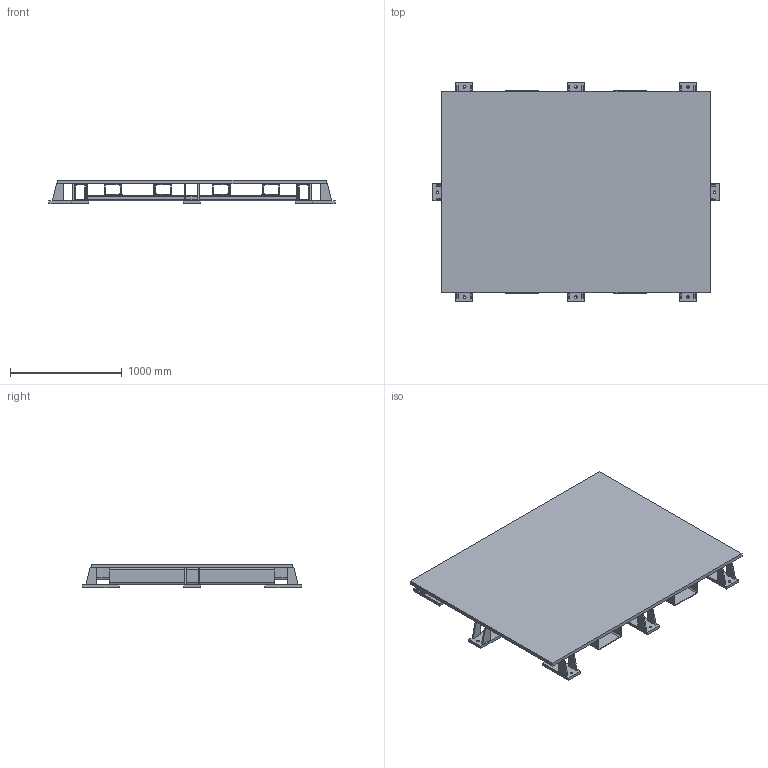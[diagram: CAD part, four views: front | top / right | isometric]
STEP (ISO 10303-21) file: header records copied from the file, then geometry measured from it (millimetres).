
FILE_DESCRIPTION(/* description */ (''),/* implementation_level */ '2;1');
FILE_NAME(/* name */ 'ASB1824.stp',/* time_stamp */ '2017-10-04T12:34:52-04:00',/* author */ (''),/* organization */ (''),/* preprocessor_version */ 'ST-DEVELOPER v15',/* originating_system */ 'SIEMENS PLM Software NX 9.0',/* authorisation */ '');
FILE_SCHEMA (('AUTOMOTIVE_DESIGN { 1 0 10303 214 3 1 1 1 }'));
Length unit declared in the file: millimetre
Products named in the file (1): nome1AAC8A8Aascj
Bounding box: 2559.2 x 1960 x 210 mm (x, y, z)
Volume: 204827500.8 mm3; surface area: 22716931.7 mm2
Topology: 2 solids, 2 shells, 394 faces, 1140 edges, 720 vertices
Faces by surface type: plane 298, cylinder 96
Full cylindrical faces by diameter (mm): 22.376 x8
Entity records: 12861 total; most frequent: ORIENTED_EDGE 2264, CARTESIAN_POINT 2247, DIRECTION 2114, EDGE_CURVE 1132, LINE 940, VECTOR 940, VERTEX_POINT 720, AXIS2_PLACEMENT_3D 587
